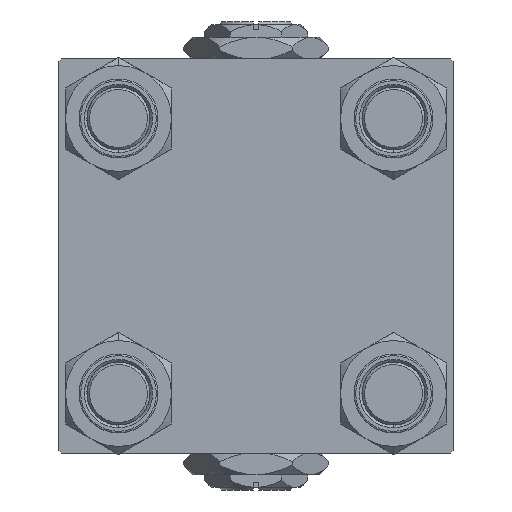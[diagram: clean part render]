
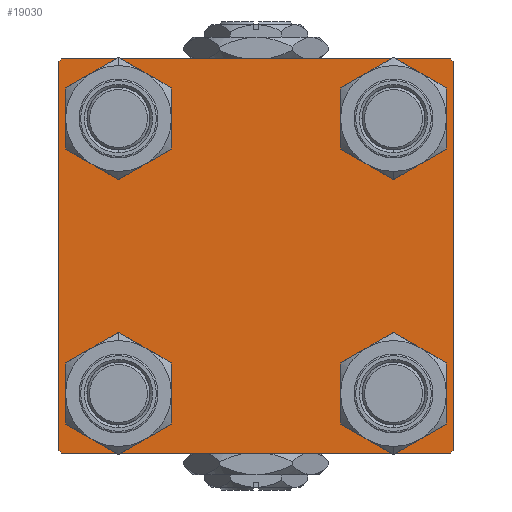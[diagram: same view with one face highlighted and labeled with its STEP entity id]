
A CAD part, left-side view. The second image highlights one B-rep face of the part: STEP entity #19030.
In plain terms, the highlighted planar face has unit normal (-1, 0, 0).
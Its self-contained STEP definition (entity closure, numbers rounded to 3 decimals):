
#575 = CARTESIAN_POINT ( 'NONE',  ( 0., 37., 37.5 ) ) ;
#593 = CARTESIAN_POINT ( 'NONE',  ( 0., 26.15, 26.15 ) ) ;
#736 = EDGE_LOOP ( 'NONE', ( #43103, #47570, #23809, #13661, #30860, #35713, #40619, #39801 ) ) ;
#932 = DIRECTION ( 'NONE',  ( 1., 0., 0. ) ) ;
#1010 = VERTEX_POINT ( 'NONE', #36191 ) ;
#1496 = VERTEX_POINT ( 'NONE', #3569 ) ;
#1515 = CIRCLE ( 'NONE', #10148, 6.5 ) ;
#1635 = CARTESIAN_POINT ( 'NONE',  ( 0., -37.25, 37.25 ) ) ;
#2272 = CIRCLE ( 'NONE', #48829, 6.5 ) ;
#2339 = CARTESIAN_POINT ( 'NONE',  ( 0., -26.15, 26.15 ) ) ;
#2698 = CIRCLE ( 'NONE', #43258, 6.5 ) ;
#2890 = CARTESIAN_POINT ( 'NONE',  ( 0., 26.15, 26.15 ) ) ;
#2988 = CARTESIAN_POINT ( 'NONE',  ( 0., 26.15, 32.65 ) ) ;
#3569 = CARTESIAN_POINT ( 'NONE',  ( 0., 37.5, -37. ) ) ;
#3668 = VERTEX_POINT ( 'NONE', #18215 ) ;
#4037 = VERTEX_POINT ( 'NONE', #18144 ) ;
#4694 = CARTESIAN_POINT ( 'NONE',  ( 0., 26.15, -26.15 ) ) ;
#4796 = EDGE_LOOP ( 'NONE', ( #6790, #42137 ) ) ;
#4915 = DIRECTION ( 'NONE',  ( 1., 0., 0. ) ) ;
#5403 = EDGE_LOOP ( 'NONE', ( #52762, #25751 ) ) ;
#5450 = DIRECTION ( 'NONE',  ( 0., -0.707, 0.707 ) ) ;
#5614 = DIRECTION ( 'NONE',  ( -1., 0., 0. ) ) ;
#5628 = VERTEX_POINT ( 'NONE', #37506 ) ;
#5890 = VERTEX_POINT ( 'NONE', #31815 ) ;
#5942 = DIRECTION ( 'NONE',  ( 0., -0.707, -0.707 ) ) ;
#6596 = DIRECTION ( 'NONE',  ( 0., -1., 0. ) ) ;
#6790 = ORIENTED_EDGE ( 'NONE', *, *, #21231, .T. ) ;
#7448 = EDGE_CURVE ( 'NONE', #32567, #5628, #16717, .T. ) ;
#7700 = DIRECTION ( 'NONE',  ( 0., -1., 0. ) ) ;
#7950 = CARTESIAN_POINT ( 'NONE',  ( 0., 37.5, -37.5 ) ) ;
#8045 = ORIENTED_EDGE ( 'NONE', *, *, #12037, .T. ) ;
#8480 = DIRECTION ( 'NONE',  ( 1., 0., 0. ) ) ;
#9503 = LINE ( 'NONE', #10050, #52342 ) ;
#9848 = VECTOR ( 'NONE', #46427, 1000. ) ;
#10050 = CARTESIAN_POINT ( 'NONE',  ( 0., -37.25, -37.25 ) ) ;
#10148 = AXIS2_PLACEMENT_3D ( 'NONE', #2890, #43954, #23948 ) ;
#10435 = CIRCLE ( 'NONE', #15607, 6.5 ) ;
#11206 = CARTESIAN_POINT ( 'NONE',  ( 0., -26.15, -32.65 ) ) ;
#11362 = VERTEX_POINT ( 'NONE', #22267 ) ;
#11499 = CARTESIAN_POINT ( 'NONE',  ( 0., -26.15, 19.65 ) ) ;
#11543 = EDGE_CURVE ( 'NONE', #29701, #21142, #10435, .T. ) ;
#11854 = VECTOR ( 'NONE', #42153, 1000. ) ;
#12037 = EDGE_CURVE ( 'NONE', #45983, #12832, #2698, .T. ) ;
#12198 = CARTESIAN_POINT ( 'NONE',  ( 0., -37., -37.5 ) ) ;
#12832 = VERTEX_POINT ( 'NONE', #21971 ) ;
#12898 = FACE_BOUND ( 'NONE', #13499, .T. ) ;
#13499 = EDGE_LOOP ( 'NONE', ( #36637, #8045 ) ) ;
#13661 = ORIENTED_EDGE ( 'NONE', *, *, #32961, .T. ) ;
#13709 = PLANE ( 'NONE',  #34739 ) ;
#13910 = DIRECTION ( 'NONE',  ( 0., 0., 1. ) ) ;
#14081 = CIRCLE ( 'NONE', #44293, 6.5 ) ;
#14254 = CARTESIAN_POINT ( 'NONE',  ( 0., -26.15, -19.65 ) ) ;
#14367 = DIRECTION ( 'NONE',  ( 0., 0.707, -0.707 ) ) ;
#14684 = LINE ( 'NONE', #27124, #41799 ) ;
#15607 = AXIS2_PLACEMENT_3D ( 'NONE', #37602, #4915, #49756 ) ;
#16397 = CARTESIAN_POINT ( 'NONE',  ( 0., 37.5, 37. ) ) ;
#16717 = LINE ( 'NONE', #52214, #52986 ) ;
#17223 = FACE_OUTER_BOUND ( 'NONE', #736, .T. ) ;
#17487 = VECTOR ( 'NONE', #14367, 1000. ) ;
#18144 = CARTESIAN_POINT ( 'NONE',  ( 0., 26.15, -32.65 ) ) ;
#18215 = CARTESIAN_POINT ( 'NONE',  ( 0., 26.15, 19.65 ) ) ;
#18319 = LINE ( 'NONE', #50195, #9848 ) ;
#19030 = ADVANCED_FACE ( 'NONE', ( #12898, #45859, #50724, #37770, #17223 ), #13709, .T. ) ;
#20487 = EDGE_CURVE ( 'NONE', #11362, #22704, #53331, .T. ) ;
#20719 = EDGE_CURVE ( 'NONE', #26126, #3668, #25296, .T. ) ;
#21142 = VERTEX_POINT ( 'NONE', #14254 ) ;
#21231 = EDGE_CURVE ( 'NONE', #5890, #4037, #14081, .T. ) ;
#21868 = CARTESIAN_POINT ( 'NONE',  ( 0., 37.25, -37.25 ) ) ;
#21971 = CARTESIAN_POINT ( 'NONE',  ( 0., -26.15, 32.65 ) ) ;
#22267 = CARTESIAN_POINT ( 'NONE',  ( 0., 37., -37.5 ) ) ;
#22704 = VERTEX_POINT ( 'NONE', #12198 ) ;
#23031 = EDGE_CURVE ( 'NONE', #46787, #1496, #18319, .T. ) ;
#23809 = ORIENTED_EDGE ( 'NONE', *, *, #20487, .T. ) ;
#23948 = DIRECTION ( 'NONE',  ( 0., 0., 1. ) ) ;
#24975 = VERTEX_POINT ( 'NONE', #575 ) ;
#25277 = AXIS2_PLACEMENT_3D ( 'NONE', #2339, #51742, #43661 ) ;
#25296 = CIRCLE ( 'NONE', #42554, 6.5 ) ;
#25751 = ORIENTED_EDGE ( 'NONE', *, *, #11543, .T. ) ;
#26041 = DIRECTION ( 'NONE',  ( 0., 0., 1. ) ) ;
#26126 = VERTEX_POINT ( 'NONE', #2988 ) ;
#26756 = ORIENTED_EDGE ( 'NONE', *, *, #52993, .T. ) ;
#27037 = CIRCLE ( 'NONE', #25277, 6.5 ) ;
#27064 = CARTESIAN_POINT ( 'NONE',  ( 0., 37.25, 37.25 ) ) ;
#27124 = CARTESIAN_POINT ( 'NONE',  ( 0., 37.5, 37.5 ) ) ;
#27495 = EDGE_CURVE ( 'NONE', #24975, #1010, #14684, .T. ) ;
#28140 = CARTESIAN_POINT ( 'NONE',  ( 0., -26.15, -26.15 ) ) ;
#28230 = DIRECTION ( 'NONE',  ( 0., 0., 1. ) ) ;
#29208 = DIRECTION ( 'NONE',  ( 1., 0., 0. ) ) ;
#29701 = VERTEX_POINT ( 'NONE', #11206 ) ;
#30854 = EDGE_CURVE ( 'NONE', #4037, #5890, #2272, .T. ) ;
#30860 = ORIENTED_EDGE ( 'NONE', *, *, #7448, .F. ) ;
#31815 = CARTESIAN_POINT ( 'NONE',  ( 0., 26.15, -19.65 ) ) ;
#32567 = VERTEX_POINT ( 'NONE', #40941 ) ;
#32961 = EDGE_CURVE ( 'NONE', #22704, #5628, #9503, .T. ) ;
#33342 = EDGE_CURVE ( 'NONE', #1496, #11362, #42957, .T. ) ;
#33351 = CARTESIAN_POINT ( 'NONE',  ( 0., -26.15, 26.15 ) ) ;
#34195 = CARTESIAN_POINT ( 'NONE',  ( 0., 26.15, -26.15 ) ) ;
#34241 = EDGE_LOOP ( 'NONE', ( #42818, #26756 ) ) ;
#34269 = EDGE_CURVE ( 'NONE', #32567, #1010, #38647, .T. ) ;
#34739 = AXIS2_PLACEMENT_3D ( 'NONE', #42633, #5614, #38587 ) ;
#35713 = ORIENTED_EDGE ( 'NONE', *, *, #34269, .T. ) ;
#36191 = CARTESIAN_POINT ( 'NONE',  ( 0., -37., 37.5 ) ) ;
#36637 = ORIENTED_EDGE ( 'NONE', *, *, #43874, .T. ) ;
#37506 = CARTESIAN_POINT ( 'NONE',  ( 0., -37.5, -37. ) ) ;
#37602 = CARTESIAN_POINT ( 'NONE',  ( 0., -26.15, -26.15 ) ) ;
#37770 = FACE_BOUND ( 'NONE', #34241, .T. ) ;
#38587 = DIRECTION ( 'NONE',  ( 0., 0., 1. ) ) ;
#38647 = LINE ( 'NONE', #1635, #11854 ) ;
#39801 = ORIENTED_EDGE ( 'NONE', *, *, #40013, .T. ) ;
#40013 = EDGE_CURVE ( 'NONE', #24975, #46787, #51375, .T. ) ;
#40308 = DIRECTION ( 'NONE',  ( 0., 0., 1. ) ) ;
#40619 = ORIENTED_EDGE ( 'NONE', *, *, #27495, .F. ) ;
#40941 = CARTESIAN_POINT ( 'NONE',  ( 0., -37.5, 37. ) ) ;
#41799 = VECTOR ( 'NONE', #6596, 1000. ) ;
#42137 = ORIENTED_EDGE ( 'NONE', *, *, #30854, .T. ) ;
#42153 = DIRECTION ( 'NONE',  ( 0., 0.707, 0.707 ) ) ;
#42554 = AXIS2_PLACEMENT_3D ( 'NONE', #593, #29208, #49472 ) ;
#42633 = CARTESIAN_POINT ( 'NONE',  ( 0., 0., 0. ) ) ;
#42818 = ORIENTED_EDGE ( 'NONE', *, *, #20719, .T. ) ;
#42957 = LINE ( 'NONE', #21868, #52375 ) ;
#43103 = ORIENTED_EDGE ( 'NONE', *, *, #23031, .T. ) ;
#43258 = AXIS2_PLACEMENT_3D ( 'NONE', #33351, #932, #26041 ) ;
#43661 = DIRECTION ( 'NONE',  ( 0., 0., 1. ) ) ;
#43832 = DIRECTION ( 'NONE',  ( 1., 0., 0. ) ) ;
#43874 = EDGE_CURVE ( 'NONE', #12832, #45983, #27037, .T. ) ;
#43954 = DIRECTION ( 'NONE',  ( 1., 0., 0. ) ) ;
#44293 = AXIS2_PLACEMENT_3D ( 'NONE', #34195, #50661, #13910 ) ;
#45859 = FACE_BOUND ( 'NONE', #5403, .T. ) ;
#45983 = VERTEX_POINT ( 'NONE', #11499 ) ;
#46013 = VECTOR ( 'NONE', #7700, 1000. ) ;
#46225 = CIRCLE ( 'NONE', #47976, 6.5 ) ;
#46427 = DIRECTION ( 'NONE',  ( 0., 0., -1. ) ) ;
#46787 = VERTEX_POINT ( 'NONE', #16397 ) ;
#47570 = ORIENTED_EDGE ( 'NONE', *, *, #33342, .T. ) ;
#47976 = AXIS2_PLACEMENT_3D ( 'NONE', #28140, #43832, #40308 ) ;
#48829 = AXIS2_PLACEMENT_3D ( 'NONE', #4694, #8480, #28230 ) ;
#49472 = DIRECTION ( 'NONE',  ( 0., 0., 1. ) ) ;
#49681 = DIRECTION ( 'NONE',  ( 0., 0., -1. ) ) ;
#49756 = DIRECTION ( 'NONE',  ( 0., 0., 1. ) ) ;
#50195 = CARTESIAN_POINT ( 'NONE',  ( 0., 37.5, 37.5 ) ) ;
#50561 = EDGE_CURVE ( 'NONE', #21142, #29701, #46225, .T. ) ;
#50661 = DIRECTION ( 'NONE',  ( 1., 0., 0. ) ) ;
#50724 = FACE_BOUND ( 'NONE', #4796, .T. ) ;
#51375 = LINE ( 'NONE', #27064, #17487 ) ;
#51742 = DIRECTION ( 'NONE',  ( 1., 0., 0. ) ) ;
#52214 = CARTESIAN_POINT ( 'NONE',  ( 0., -37.5, 37.5 ) ) ;
#52342 = VECTOR ( 'NONE', #5450, 1000. ) ;
#52375 = VECTOR ( 'NONE', #5942, 1000. ) ;
#52762 = ORIENTED_EDGE ( 'NONE', *, *, #50561, .T. ) ;
#52986 = VECTOR ( 'NONE', #49681, 1000. ) ;
#52993 = EDGE_CURVE ( 'NONE', #3668, #26126, #1515, .T. ) ;
#53331 = LINE ( 'NONE', #7950, #46013 ) ;
